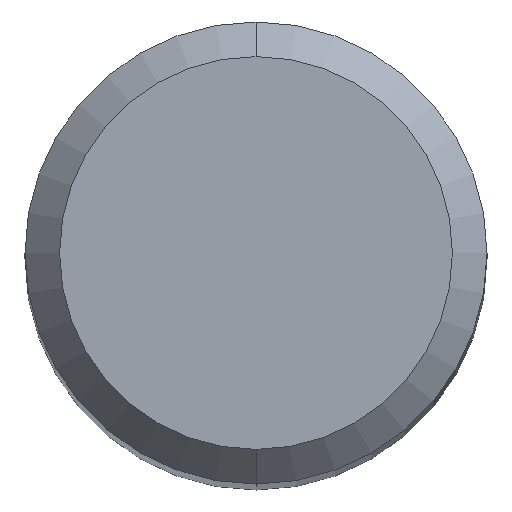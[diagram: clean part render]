
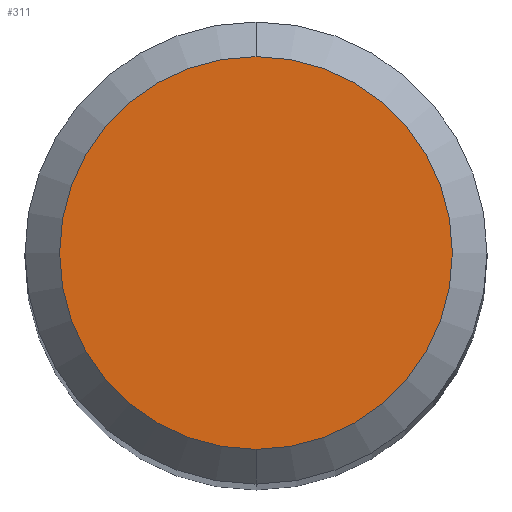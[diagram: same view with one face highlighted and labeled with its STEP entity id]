
A CAD part, top view. The second image highlights one B-rep face of the part: STEP entity #311.
In plain terms, the highlighted planar face has unit normal (0, 0, 1).
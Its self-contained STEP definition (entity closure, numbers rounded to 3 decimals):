
#311=ADVANCED_FACE('',(#630),#631,.T.);
#333=VERTEX_POINT('',#655);
#365=EDGE_CURVE('',#333,#459,#690,.T.);
#425=EDGE_CURVE('',#459,#333,#757,.T.);
#459=VERTEX_POINT('',#795);
#630=FACE_OUTER_BOUND('',#1112,.T.);
#631=PLANE('',#1113);
#655=CARTESIAN_POINT('',(0.,-1.7,0.0));
#690=CIRCLE('',#1207,1.7);
#757=CIRCLE('',#1346,1.7);
#795=CARTESIAN_POINT('',(0.0,1.7,0.0));
#1112=EDGE_LOOP('',(#1615,#1616));
#1113=AXIS2_PLACEMENT_3D('',#1617,#1618,#1619);
#1207=AXIS2_PLACEMENT_3D('',#1679,#1680,#1681);
#1346=AXIS2_PLACEMENT_3D('',#1749,#1750,#1751);
#1615=ORIENTED_EDGE('',*,*,#425,.F.);
#1616=ORIENTED_EDGE('',*,*,#365,.F.);
#1617=CARTESIAN_POINT('',(0.0,0.85,0.0));
#1618=DIRECTION('',(-0.0,0.0,1.0));
#1619=DIRECTION('',(0.0,-1.0,0.0));
#1679=CARTESIAN_POINT('',(0.0,0.0,0.0));
#1680=DIRECTION('',(0.0,0.0,-1.0));
#1681=DIRECTION('',(0.0,1.0,0.0));
#1749=CARTESIAN_POINT('',(0.0,0.0,0.0));
#1750=DIRECTION('',(0.0,0.0,-1.0));
#1751=DIRECTION('',(0.0,1.0,0.0));
